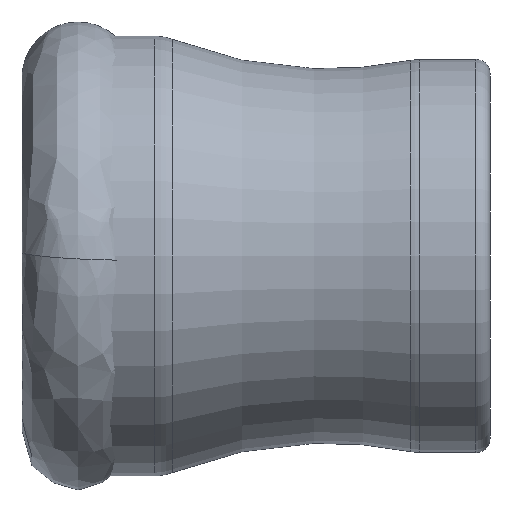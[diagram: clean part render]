
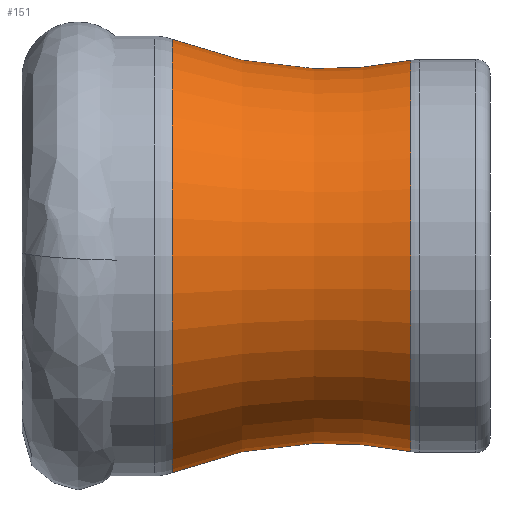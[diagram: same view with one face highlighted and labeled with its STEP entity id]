
A CAD part, front view. The second image highlights one B-rep face of the part: STEP entity #151.
In plain terms, the highlighted toroidal (fillet/blend) face has major radius 65 mm and minor radius 45 mm.
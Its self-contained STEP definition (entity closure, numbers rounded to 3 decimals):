
#51=TOROIDAL_SURFACE('',#281,65.,45.);
#151=ADVANCED_FACE('',(#170,#171),#51,.F.);
#170=FACE_BOUND('',#195,.T.);
#171=FACE_BOUND('',#196,.T.);
#195=EDGE_LOOP('',(#219));
#196=EDGE_LOOP('',(#220));
#219=ORIENTED_EDGE('',*,*,#251,.F.);
#220=ORIENTED_EDGE('',*,*,#250,.T.);
#237=VERTEX_POINT('',#431);
#238=VERTEX_POINT('',#434);
#250=EDGE_CURVE('',#237,#237,#262,.T.);
#251=EDGE_CURVE('',#238,#238,#263,.T.);
#262=CIRCLE('',#278,20.9);
#263=CIRCLE('',#280,23.15);
#278=AXIS2_PLACEMENT_3D('',#430,#310,#311);
#280=AXIS2_PLACEMENT_3D('',#433,#314,#315);
#281=AXIS2_PLACEMENT_3D('',#435,#316,#317);
#310=DIRECTION('',(-1.,0.,0.));
#311=DIRECTION('',(0.,0.,1.));
#314=DIRECTION('',(-1.,0.,0.));
#315=DIRECTION('',(0.,0.,1.));
#316=DIRECTION('',(-1.,0.,0.));
#317=DIRECTION('',(0.,0.,1.));
#430=CARTESIAN_POINT('',(41.521,0.,0.));
#431=CARTESIAN_POINT('',(41.521,0.,20.9));
#433=CARTESIAN_POINT('',(16.026,0.,0.));
#434=CARTESIAN_POINT('',(16.026,0.,23.15));
#435=CARTESIAN_POINT('',(32.566,0.,0.));
